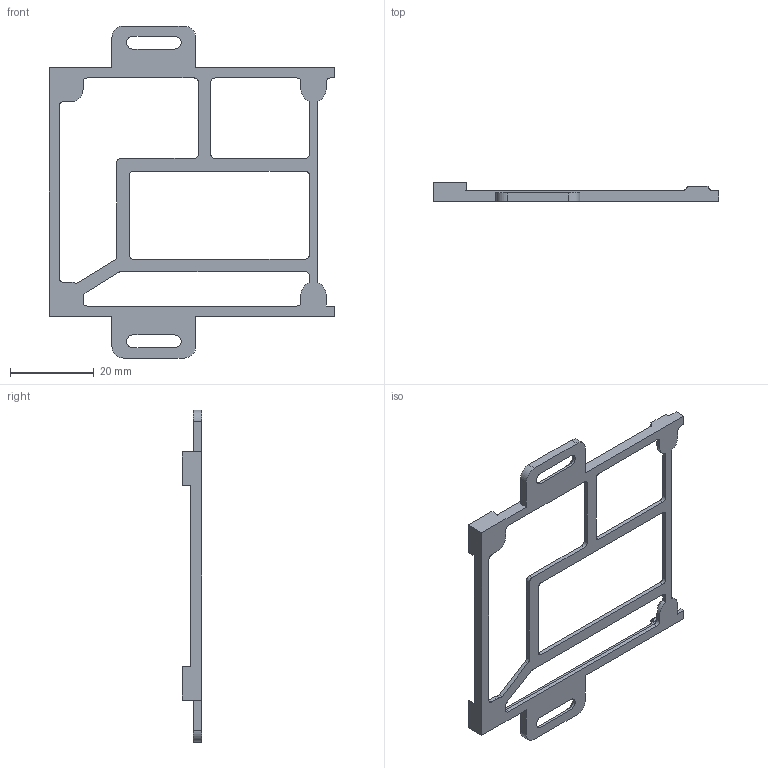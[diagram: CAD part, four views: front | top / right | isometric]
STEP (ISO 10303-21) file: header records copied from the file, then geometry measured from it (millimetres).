
FILE_DESCRIPTION(/* description */ (''),/* implementation_level */ '2;1');
FILE_NAME(/* name */ 'PICO_MOUNT_PRE-SKETCH_V01.step',/* time_stamp */ '2023-01-16T21:50:55+01:00',/* author */ (''),/* organization */ (''),/* preprocessor_version */ 'ST-DEVELOPER v19.2',/* originating_system */ 'Autodesk Translation Framework v11.17.0.187',/* authorisation */ '');
FILE_SCHEMA (('AUTOMOTIVE_DESIGN { 1 0 10303 214 3 1 1 }'));
Length unit declared in the file: millimetre
Products named in the file (1): PICO_MOUNT_PRE-SKETCH_V01_PR
Bounding box: 68.2 x 4.6 x 79.2 mm (x, y, z)
Volume: 2271.9 mm3; surface area: 4562.8 mm2
Topology: 1 solids, 1 shells, 140 faces, 390 edges, 256 vertices
Faces by surface type: plane 84, cylinder 48, cone 4, bspline 4
Full cylindrical faces by diameter (mm): 2.4 x2, 2.5 x2
Entity records: 4642 total; most frequent: CARTESIAN_POINT 891, ORIENTED_EDGE 780, DIRECTION 776, EDGE_CURVE 390, LINE 278, VECTOR 278, VERTEX_POINT 256, AXIS2_PLACEMENT_3D 249
